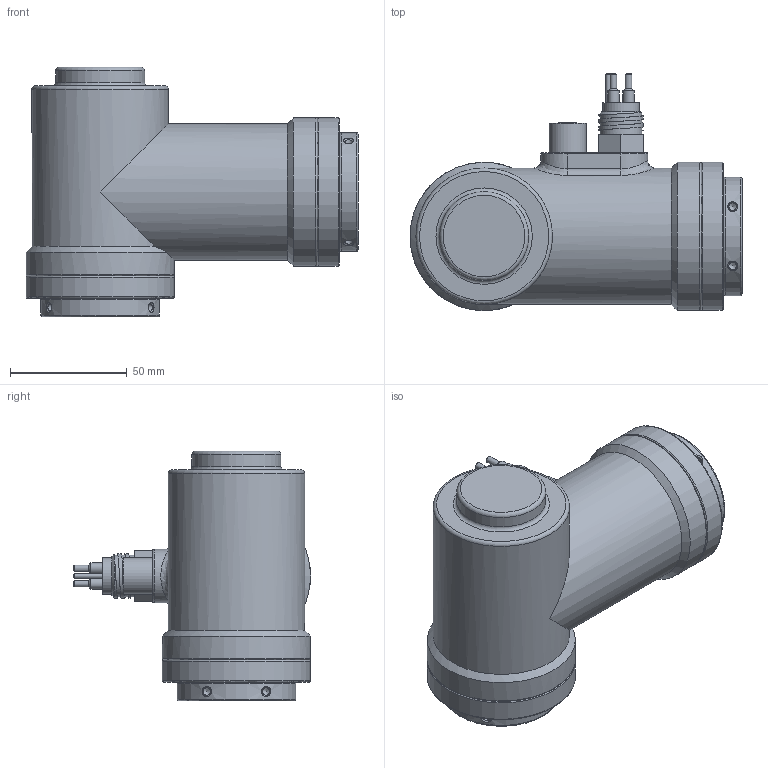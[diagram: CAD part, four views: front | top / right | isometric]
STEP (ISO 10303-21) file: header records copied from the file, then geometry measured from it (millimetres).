
FILE_DESCRIPTION(/* description */ (''),/* implementation_level */ '2;1');
FILE_NAME(/* name */ 'Hammerhead.stp',/* time_stamp */ '2022-09-26T14:32:08-04:00',/* author */ ('lfrey'),/* organization */ (''),/* preprocessor_version */ 'ST-DEVELOPER v19',/* originating_system */ 'Autodesk Inventor 2023',/* authorisation */ '');
FILE_SCHEMA (('AUTOMOTIVE_DESIGN { 1 0 10303 214 3 1 1 }'));
Length unit declared in the file: inch
Products named in the file (1): Hammerhead
Bounding box: 142.19 x 101.56 x 106.89 mm (x, y, z)
Volume: 527522 mm3; surface area: 50528.5 mm2
Topology: 1 solids, 2 shells, 593 faces, 1541 edges, 990 vertices
Faces by surface type: plane 251, cone 164, cylinder 82, torus 53, bspline 43
Full cylindrical faces by diameter (mm): 2 x1, 2.8 x4, 2.845 x8, 2.946 x8, 3.242 x14, 4.166 x1, 4.318 x1, 4.8 x4, 4.953 x8, 7.417 x1, 12.5 x1, 15.5 x1, 15.875 x1, 16 x1, 17.9 x2, 19 x2, 38.1 x1, 50.8 x4, 50.851 x2, 58.42 x2, 63.5 x4
Entity records: 22725 total; most frequent: CARTESIAN_POINT 8251, ORIENTED_EDGE 3048, DIRECTION 2688, EDGE_CURVE 1524, AXIS2_PLACEMENT_3D 1055, VERTEX_POINT 990, EDGE_LOOP 650, STYLED_ITEM 594
